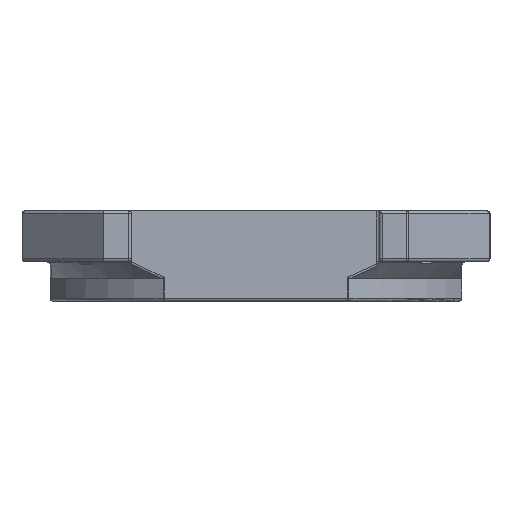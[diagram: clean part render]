
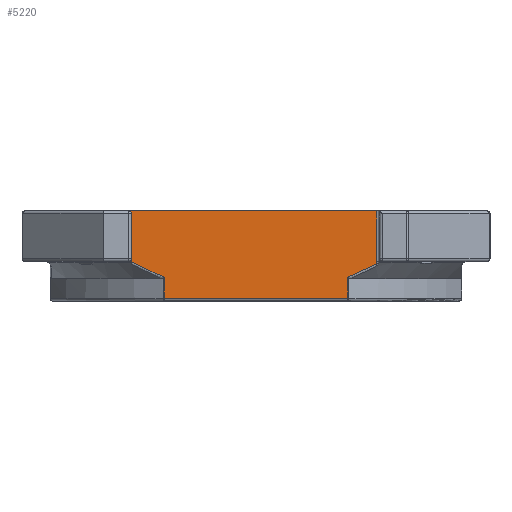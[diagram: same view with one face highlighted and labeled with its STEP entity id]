
A CAD part, front view. The second image highlights one B-rep face of the part: STEP entity #5220.
In plain terms, the highlighted planar face has unit normal (0, -1, 0).
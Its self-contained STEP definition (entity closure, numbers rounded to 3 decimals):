
#249=CIRCLE('',#5659,0.5);
#531=B_SPLINE_CURVE_WITH_KNOTS('',3,(#9734,#9735,#9736,#9737),
 .UNSPECIFIED.,.F.,.F.,(4,4),(-4.673,-4.106),
 .UNSPECIFIED.);
#534=B_SPLINE_CURVE_WITH_KNOTS('',3,(#9774,#9775,#9776,#9777),
 .UNSPECIFIED.,.F.,.F.,(4,4),(-2.437,-1.791),
 .UNSPECIFIED.);
#588=PLANE('',#5658);
#772=FACE_OUTER_BOUND('',#1125,.T.);
#1125=EDGE_LOOP('',(#4040,#4041,#4042,#4043,#4044,#4045,#4046,#4047,#4048,
#4049));
#1438=LINE('',#7742,#1795);
#1578=LINE('',#9691,#1935);
#1580=LINE('',#9695,#1937);
#1581=LINE('',#9772,#1938);
#1582=LINE('',#9779,#1939);
#1583=LINE('',#9781,#1940);
#1584=LINE('',#9782,#1941);
#1795=VECTOR('',#6122,44.);
#1935=VECTOR('',#6648,10.);
#1937=VECTOR('',#6652,10.);
#1938=VECTOR('',#6659,7.331);
#1939=VECTOR('',#6660,10.);
#1940=VECTOR('',#6661,10.);
#1941=VECTOR('',#6662,10.);
#2154=VERTEX_POINT('',#7739);
#2155=VERTEX_POINT('',#7741);
#2400=VERTEX_POINT('',#9687);
#2402=VERTEX_POINT('',#9694);
#2403=VERTEX_POINT('',#9733);
#2405=VERTEX_POINT('',#9769);
#2406=VERTEX_POINT('',#9771);
#2407=VERTEX_POINT('',#9773);
#2408=VERTEX_POINT('',#9778);
#2409=VERTEX_POINT('',#9780);
#2634=EDGE_CURVE('',#2154,#2155,#1438,.T.);
#2990=EDGE_CURVE('',#2155,#2400,#1578,.T.);
#2992=EDGE_CURVE('',#2400,#2402,#1580,.T.);
#2995=EDGE_CURVE('',#2402,#2403,#531,.T.);
#2998=EDGE_CURVE('',#2405,#2154,#249,.F.);
#2999=EDGE_CURVE('',#2406,#2405,#1581,.T.);
#3000=EDGE_CURVE('',#2407,#2406,#534,.T.);
#3001=EDGE_CURVE('',#2408,#2407,#1582,.T.);
#3002=EDGE_CURVE('',#2409,#2408,#1583,.T.);
#3003=EDGE_CURVE('',#2403,#2409,#1584,.T.);
#4040=ORIENTED_EDGE('',*,*,#2992,.F.);
#4041=ORIENTED_EDGE('',*,*,#2990,.F.);
#4042=ORIENTED_EDGE('',*,*,#2634,.F.);
#4043=ORIENTED_EDGE('',*,*,#2998,.F.);
#4044=ORIENTED_EDGE('',*,*,#2999,.F.);
#4045=ORIENTED_EDGE('',*,*,#3000,.F.);
#4046=ORIENTED_EDGE('',*,*,#3001,.F.);
#4047=ORIENTED_EDGE('',*,*,#3002,.F.);
#4048=ORIENTED_EDGE('',*,*,#3003,.F.);
#4049=ORIENTED_EDGE('',*,*,#2995,.F.);
#5220=ADVANCED_FACE('',(#772),#588,.T.);
#5658=AXIS2_PLACEMENT_3D('',#9768,#6655,#6656);
#5659=AXIS2_PLACEMENT_3D('',#9770,#6657,#6658);
#6122=DIRECTION('',(1.,0.,0.));
#6648=DIRECTION('',(0.,0.,-1.));
#6652=DIRECTION('',(0.,0.,-1.));
#6655=DIRECTION('center_axis',(0.,-1.,0.));
#6656=DIRECTION('ref_axis',(0.,0.,-1.));
#6657=DIRECTION('center_axis',(0.,1.,0.));
#6658=DIRECTION('ref_axis',(0.707,0.,0.707));
#6659=DIRECTION('',(0.,0.,1.));
#6660=DIRECTION('',(0.,0.,1.));
#6661=DIRECTION('',(-1.,0.,0.));
#6662=DIRECTION('',(0.,0.,-1.));
#7739=CARTESIAN_POINT('',(4.3,-88.,-38.));
#7741=CARTESIAN_POINT('',(48.3,-88.,-38.));
#7742=CARTESIAN_POINT('',(48.8,-88.,-38.));
#9687=CARTESIAN_POINT('',(48.3,-88.,-47.005));
#9691=CARTESIAN_POINT('',(48.3,-88.,-27.5));
#9694=CARTESIAN_POINT('',(48.3,-88.,-47.413));
#9695=CARTESIAN_POINT('',(48.3,-88.,-27.5));
#9733=CARTESIAN_POINT('',(43.156,-88.,-49.793));
#9734=CARTESIAN_POINT('Ctrl Pts',(48.3,-88.,-47.413));
#9735=CARTESIAN_POINT('Ctrl Pts',(46.617,-88.,-48.273));
#9736=CARTESIAN_POINT('Ctrl Pts',(44.903,-88.,-49.074));
#9737=CARTESIAN_POINT('Ctrl Pts',(43.156,-88.,-49.793));
#9768=CARTESIAN_POINT('Origin',(53.8,-88.,-20.));
#9769=CARTESIAN_POINT('',(4.8,-88.,-38.5));
#9770=CARTESIAN_POINT('Origin',(4.3,-88.,-38.5));
#9771=CARTESIAN_POINT('',(4.8,-88.,-47.051));
#9772=CARTESIAN_POINT('',(4.8,-88.,-47.331));
#9773=CARTESIAN_POINT('',(10.644,-88.,-49.793));
#9774=CARTESIAN_POINT('Ctrl Pts',(10.644,-88.,-49.793));
#9775=CARTESIAN_POINT('Ctrl Pts',(8.654,-88.,-48.974));
#9776=CARTESIAN_POINT('Ctrl Pts',(6.707,-88.,-48.048));
#9777=CARTESIAN_POINT('Ctrl Pts',(4.8,-88.,-47.051));
#9778=CARTESIAN_POINT('',(10.644,-88.,-53.5));
#9779=CARTESIAN_POINT('',(10.644,-88.,-59.));
#9780=CARTESIAN_POINT('',(43.156,-88.,-53.5));
#9781=CARTESIAN_POINT('',(40.35,-88.,-53.5));
#9782=CARTESIAN_POINT('',(43.156,-88.,-59.));
